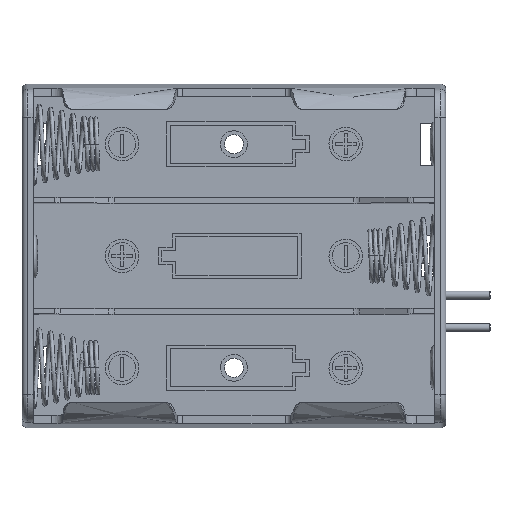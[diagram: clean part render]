
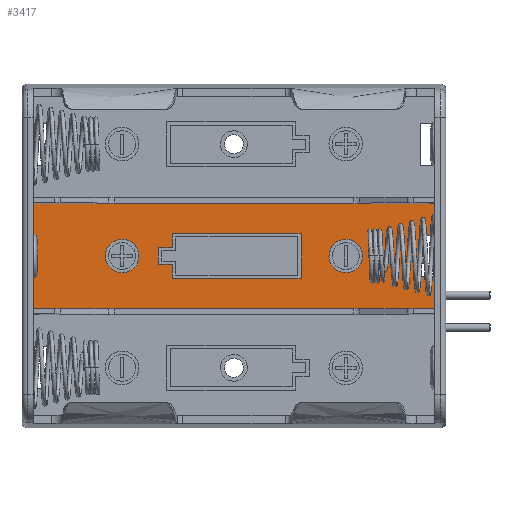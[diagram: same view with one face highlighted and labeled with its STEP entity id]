
A CAD part, top view. The second image highlights one B-rep face of the part: STEP entity #3417.
In plain terms, the highlighted free-form (B-spline) face has degree [1, 1] with [2, 2] control points.
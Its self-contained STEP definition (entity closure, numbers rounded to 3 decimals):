
#1089 = VERTEX_POINT('',#1090);
#1090 = CARTESIAN_POINT('',(53.041,13.814,
    2.955));
#1095 = EDGE_CURVE('',#1096,#1089,#1098,.T.);
#1096 = VERTEX_POINT('',#1097);
#1097 = CARTESIAN_POINT('',(53.041,-13.814,
    2.955));
#1098 = B_SPLINE_CURVE_WITH_KNOTS('',1,(#1099,#1100),.UNSPECIFIED.,.F.,
  .F.,(2,2),(0.,18.7),.PIECEWISE_BEZIER_KNOTS.);
#1099 = CARTESIAN_POINT('',(53.041,-13.814,
    2.955));
#1100 = CARTESIAN_POINT('',(53.041,13.814,
    2.955));
#1906 = VERTEX_POINT('',#1907);
#1907 = CARTESIAN_POINT('',(-53.041,-13.814,
    2.955));
#1912 = EDGE_CURVE('',#1906,#1913,#1915,.T.);
#1913 = VERTEX_POINT('',#1914);
#1914 = CARTESIAN_POINT('',(-53.041,13.814,
    2.955));
#1915 = B_SPLINE_CURVE_WITH_KNOTS('',1,(#1916,#1917),.UNSPECIFIED.,.F.,
  .F.,(2,2),(0.,18.7),.PIECEWISE_BEZIER_KNOTS.);
#1916 = CARTESIAN_POINT('',(-53.041,-13.814,
    2.955));
#1917 = CARTESIAN_POINT('',(-53.041,13.814,
    2.955));
#2557 = EDGE_CURVE('',#1906,#1096,#2558,.T.);
#2558 = B_SPLINE_CURVE_WITH_KNOTS('',1,(#2559,#2560),.UNSPECIFIED.,.F.,
  .F.,(2,2),(0.,71.8),.PIECEWISE_BEZIER_KNOTS.);
#2559 = CARTESIAN_POINT('',(-53.041,-13.814,
    2.955));
#2560 = CARTESIAN_POINT('',(53.041,-13.814,
    2.955));
#3328 = EDGE_CURVE('',#1913,#1089,#3329,.T.);
#3329 = B_SPLINE_CURVE_WITH_KNOTS('',1,(#3330,#3331),.UNSPECIFIED.,.F.,
  .F.,(2,2),(0.,71.8),.PIECEWISE_BEZIER_KNOTS.);
#3330 = CARTESIAN_POINT('',(-53.041,13.814,
    2.955));
#3331 = CARTESIAN_POINT('',(53.041,13.814,
    2.955));
#3417 = ADVANCED_FACE('',(#3418,#3424,#3454,#3468,#3526),#3540,.T.);
#3418 = FACE_BOUND('',#3419,.T.);
#3419 = EDGE_LOOP('',(#3420,#3421,#3422,#3423));
#3420 = ORIENTED_EDGE('',*,*,#2557,.T.);
#3421 = ORIENTED_EDGE('',*,*,#1095,.T.);
#3422 = ORIENTED_EDGE('',*,*,#3328,.F.);
#3423 = ORIENTED_EDGE('',*,*,#1912,.F.);
#3424 = FACE_BOUND('',#3425,.T.);
#3425 = EDGE_LOOP('',(#3426,#3435,#3442,#3449));
#3426 = ORIENTED_EDGE('',*,*,#3427,.F.);
#3427 = EDGE_CURVE('',#3428,#3430,#3432,.T.);
#3428 = VERTEX_POINT('',#3429);
#3429 = CARTESIAN_POINT('',(49.2,-5.541,
    2.955));
#3430 = VERTEX_POINT('',#3431);
#3431 = CARTESIAN_POINT('',(52.746,-5.541,
    2.955));
#3432 = B_SPLINE_CURVE_WITH_KNOTS('',1,(#3433,#3434),.UNSPECIFIED.,.F.,
  .F.,(2,2),(33.4,35.8),.PIECEWISE_BEZIER_KNOTS.);
#3433 = CARTESIAN_POINT('',(49.2,-5.541,
    2.955));
#3434 = CARTESIAN_POINT('',(52.746,-5.541,
    2.955));
#3435 = ORIENTED_EDGE('',*,*,#3436,.F.);
#3436 = EDGE_CURVE('',#3437,#3428,#3439,.T.);
#3437 = VERTEX_POINT('',#3438);
#3438 = CARTESIAN_POINT('',(49.2,5.541,
    2.955));
#3439 = B_SPLINE_CURVE_WITH_KNOTS('',1,(#3440,#3441),.UNSPECIFIED.,.F.,
  .F.,(2,2),(-10.3,-2.8),.PIECEWISE_BEZIER_KNOTS.);
#3440 = CARTESIAN_POINT('',(49.2,5.541,
    2.955));
#3441 = CARTESIAN_POINT('',(49.2,-5.541,
    2.955));
#3442 = ORIENTED_EDGE('',*,*,#3443,.F.);
#3443 = EDGE_CURVE('',#3444,#3437,#3446,.T.);
#3444 = VERTEX_POINT('',#3445);
#3445 = CARTESIAN_POINT('',(52.746,5.541,
    2.955));
#3446 = B_SPLINE_CURVE_WITH_KNOTS('',1,(#3447,#3448),.UNSPECIFIED.,.F.,
  .F.,(2,2),(-37.,-34.6),.PIECEWISE_BEZIER_KNOTS.);
#3447 = CARTESIAN_POINT('',(52.746,5.541,
    2.955));
#3448 = CARTESIAN_POINT('',(49.2,5.541,
    2.955));
#3449 = ORIENTED_EDGE('',*,*,#3450,.F.);
#3450 = EDGE_CURVE('',#3430,#3444,#3451,.T.);
#3451 = B_SPLINE_CURVE_WITH_KNOTS('',1,(#3452,#3453),.UNSPECIFIED.,.F.,
  .F.,(2,2),(-0.95,6.55),.PIECEWISE_BEZIER_KNOTS.);
#3452 = CARTESIAN_POINT('',(52.746,-5.541,
    2.955));
#3453 = CARTESIAN_POINT('',(52.746,5.541,
    2.955));
#3454 = FACE_BOUND('',#3455,.T.);
#3455 = EDGE_LOOP('',(#3456));
#3456 = ORIENTED_EDGE('',*,*,#3457,.F.);
#3457 = EDGE_CURVE('',#3458,#3458,#3460,.T.);
#3458 = VERTEX_POINT('',#3459);
#3459 = CARTESIAN_POINT('',(29.549,4.432,
    2.955));
#3460 = ( BOUNDED_CURVE() B_SPLINE_CURVE(2,(#3461,#3462,#3463,#3464,
#3465,#3466,#3467),.UNSPECIFIED.,.T.,.F.) B_SPLINE_CURVE_WITH_KNOTS((1,2
    ,2,2,2,1),(-2.094,0.,2.094,4.189,
6.283,8.378),.UNSPECIFIED.) CURVE() 
GEOMETRIC_REPRESENTATION_ITEM() RATIONAL_B_SPLINE_CURVE((1.,0.5,1.,0.5,
1.,0.5,1.)) REPRESENTATION_ITEM('') );
#3461 = CARTESIAN_POINT('',(29.549,4.432,
    2.955));
#3462 = CARTESIAN_POINT('',(21.872,4.432,
    2.955));
#3463 = CARTESIAN_POINT('',(25.711,-2.216,
    2.955));
#3464 = CARTESIAN_POINT('',(29.549,-8.865,
    2.955));
#3465 = CARTESIAN_POINT('',(33.388,-2.216,
    2.955));
#3466 = CARTESIAN_POINT('',(37.227,4.432,
    2.955));
#3467 = CARTESIAN_POINT('',(29.549,4.432,
    2.955));
#3468 = FACE_BOUND('',#3469,.T.);
#3469 = EDGE_LOOP('',(#3470,#3479,#3486,#3493,#3500,#3507,#3514,#3521));
#3470 = ORIENTED_EDGE('',*,*,#3471,.T.);
#3471 = EDGE_CURVE('',#3472,#3474,#3476,.T.);
#3472 = VERTEX_POINT('',#3473);
#3473 = CARTESIAN_POINT('',(-16.252,-2.216,
    2.955));
#3474 = VERTEX_POINT('',#3475);
#3475 = CARTESIAN_POINT('',(-19.946,-2.216,
    2.955));
#3476 = B_SPLINE_CURVE_WITH_KNOTS('',1,(#3477,#3478),.UNSPECIFIED.,.F.,
  .F.,(2,2),(0.,2.5),.PIECEWISE_BEZIER_KNOTS.);
#3477 = CARTESIAN_POINT('',(-16.252,-2.216,
    2.955));
#3478 = CARTESIAN_POINT('',(-19.946,-2.216,
    2.955));
#3479 = ORIENTED_EDGE('',*,*,#3480,.T.);
#3480 = EDGE_CURVE('',#3474,#3481,#3483,.T.);
#3481 = VERTEX_POINT('',#3482);
#3482 = CARTESIAN_POINT('',(-19.946,2.216,
    2.955));
#3483 = B_SPLINE_CURVE_WITH_KNOTS('',1,(#3484,#3485),.UNSPECIFIED.,.F.,
  .F.,(2,2),(0.,3.),.PIECEWISE_BEZIER_KNOTS.);
#3484 = CARTESIAN_POINT('',(-19.946,-2.216,
    2.955));
#3485 = CARTESIAN_POINT('',(-19.946,2.216,
    2.955));
#3486 = ORIENTED_EDGE('',*,*,#3487,.T.);
#3487 = EDGE_CURVE('',#3481,#3488,#3490,.T.);
#3488 = VERTEX_POINT('',#3489);
#3489 = CARTESIAN_POINT('',(-16.252,2.216,
    2.955));
#3490 = B_SPLINE_CURVE_WITH_KNOTS('',1,(#3491,#3492),.UNSPECIFIED.,.F.,
  .F.,(2,2),(0.,2.5),.PIECEWISE_BEZIER_KNOTS.);
#3491 = CARTESIAN_POINT('',(-19.946,2.216,
    2.955));
#3492 = CARTESIAN_POINT('',(-16.252,2.216,
    2.955));
#3493 = ORIENTED_EDGE('',*,*,#3494,.T.);
#3494 = EDGE_CURVE('',#3488,#3495,#3497,.T.);
#3495 = VERTEX_POINT('',#3496);
#3496 = CARTESIAN_POINT('',(-16.252,5.91,
    2.955));
#3497 = B_SPLINE_CURVE_WITH_KNOTS('',1,(#3498,#3499),.UNSPECIFIED.,.F.,
  .F.,(2,2),(0.,2.5),.PIECEWISE_BEZIER_KNOTS.);
#3498 = CARTESIAN_POINT('',(-16.252,2.216,
    2.955));
#3499 = CARTESIAN_POINT('',(-16.252,5.91,
    2.955));
#3500 = ORIENTED_EDGE('',*,*,#3501,.T.);
#3501 = EDGE_CURVE('',#3495,#3502,#3504,.T.);
#3502 = VERTEX_POINT('',#3503);
#3503 = CARTESIAN_POINT('',(17.73,5.91,
    2.955));
#3504 = B_SPLINE_CURVE_WITH_KNOTS('',1,(#3505,#3506),.UNSPECIFIED.,.F.,
  .F.,(2,2),(0.,23.),.PIECEWISE_BEZIER_KNOTS.);
#3505 = CARTESIAN_POINT('',(-16.252,5.91,
    2.955));
#3506 = CARTESIAN_POINT('',(17.73,5.91,
    2.955));
#3507 = ORIENTED_EDGE('',*,*,#3508,.T.);
#3508 = EDGE_CURVE('',#3502,#3509,#3511,.T.);
#3509 = VERTEX_POINT('',#3510);
#3510 = CARTESIAN_POINT('',(17.73,-5.91,
    2.955));
#3511 = B_SPLINE_CURVE_WITH_KNOTS('',1,(#3512,#3513),.UNSPECIFIED.,.F.,
  .F.,(2,2),(0.,8.),.PIECEWISE_BEZIER_KNOTS.);
#3512 = CARTESIAN_POINT('',(17.73,5.91,
    2.955));
#3513 = CARTESIAN_POINT('',(17.73,-5.91,
    2.955));
#3514 = ORIENTED_EDGE('',*,*,#3515,.T.);
#3515 = EDGE_CURVE('',#3509,#3516,#3518,.T.);
#3516 = VERTEX_POINT('',#3517);
#3517 = CARTESIAN_POINT('',(-16.252,-5.91,
    2.955));
#3518 = B_SPLINE_CURVE_WITH_KNOTS('',1,(#3519,#3520),.UNSPECIFIED.,.F.,
  .F.,(2,2),(0.,23.),.PIECEWISE_BEZIER_KNOTS.);
#3519 = CARTESIAN_POINT('',(17.73,-5.91,
    2.955));
#3520 = CARTESIAN_POINT('',(-16.252,-5.91,
    2.955));
#3521 = ORIENTED_EDGE('',*,*,#3522,.T.);
#3522 = EDGE_CURVE('',#3516,#3472,#3523,.T.);
#3523 = B_SPLINE_CURVE_WITH_KNOTS('',1,(#3524,#3525),.UNSPECIFIED.,.F.,
  .F.,(2,2),(0.,2.5),.PIECEWISE_BEZIER_KNOTS.);
#3524 = CARTESIAN_POINT('',(-16.252,-5.91,
    2.955));
#3525 = CARTESIAN_POINT('',(-16.252,-2.216,
    2.955));
#3526 = FACE_BOUND('',#3527,.T.);
#3527 = EDGE_LOOP('',(#3528));
#3528 = ORIENTED_EDGE('',*,*,#3529,.F.);
#3529 = EDGE_CURVE('',#3530,#3530,#3532,.T.);
#3530 = VERTEX_POINT('',#3531);
#3531 = CARTESIAN_POINT('',(-29.549,4.432,
    2.955));
#3532 = ( BOUNDED_CURVE() B_SPLINE_CURVE(2,(#3533,#3534,#3535,#3536,
#3537,#3538,#3539),.UNSPECIFIED.,.T.,.F.) B_SPLINE_CURVE_WITH_KNOTS((1,2
    ,2,2,2,1),(-2.094,0.,2.094,4.189,
6.283,8.378),.UNSPECIFIED.) CURVE() 
GEOMETRIC_REPRESENTATION_ITEM() RATIONAL_B_SPLINE_CURVE((1.,0.5,1.,0.5,
1.,0.5,1.)) REPRESENTATION_ITEM('') );
#3533 = CARTESIAN_POINT('',(-29.549,4.432,
    2.955));
#3534 = CARTESIAN_POINT('',(-37.227,4.432,
    2.955));
#3535 = CARTESIAN_POINT('',(-33.388,-2.216,
    2.955));
#3536 = CARTESIAN_POINT('',(-29.549,-8.865,
    2.955));
#3537 = CARTESIAN_POINT('',(-25.711,-2.216,
    2.955));
#3538 = CARTESIAN_POINT('',(-21.872,4.432,
    2.955));
#3539 = CARTESIAN_POINT('',(-29.549,4.432,
    2.955));
#3540 = B_SPLINE_SURFACE_WITH_KNOTS('',1,1,(
    (#3541,#3542)
    ,(#3543,#3544
    )),.UNSPECIFIED.,.F.,.F.,.F.,(2,2),(2,2),(0.,18.7),(-71.8,
    0.),.PIECEWISE_BEZIER_KNOTS.);
#3541 = CARTESIAN_POINT('',(53.041,-13.814,
    2.955));
#3542 = CARTESIAN_POINT('',(-53.041,-13.814,
    2.955));
#3543 = CARTESIAN_POINT('',(53.041,13.814,
    2.955));
#3544 = CARTESIAN_POINT('',(-53.041,13.814,
    2.955));
